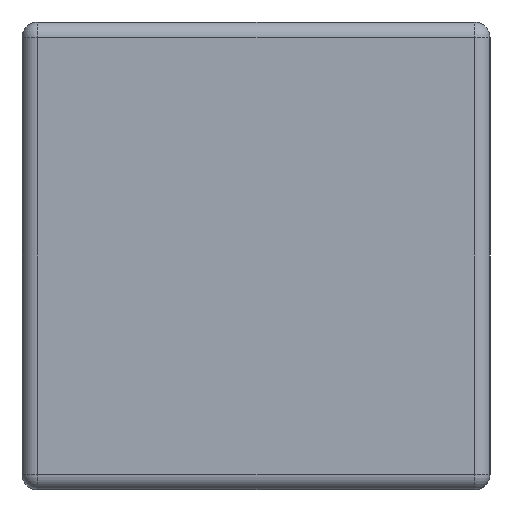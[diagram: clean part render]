
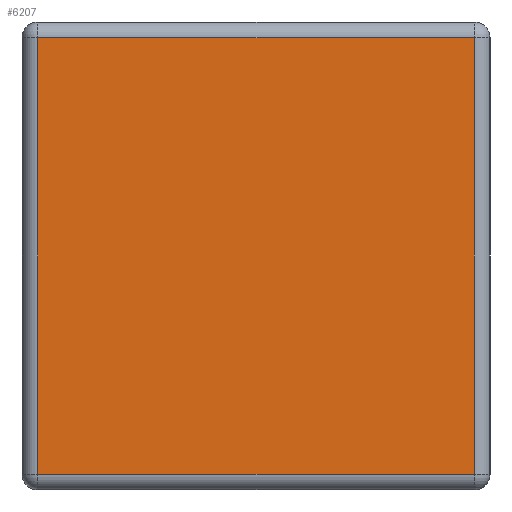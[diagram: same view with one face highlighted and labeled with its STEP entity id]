
A CAD part, left-side view. The second image highlights one B-rep face of the part: STEP entity #6207.
In plain terms, the highlighted planar face has unit normal (-1, 0, 0).
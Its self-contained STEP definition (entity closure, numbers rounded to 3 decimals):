
#434=FACE_OUTER_BOUND('',#774,.T.);
#774=EDGE_LOOP('',(#4023,#4024,#4025,#4026));
#1215=LINE('',#8452,#1836);
#1216=LINE('',#8454,#1837);
#1217=LINE('',#8456,#1838);
#1218=LINE('',#8457,#1839);
#1836=VECTOR('',#7091,1.);
#1837=VECTOR('',#7092,1.);
#1838=VECTOR('',#7093,1.);
#1839=VECTOR('',#7094,1.);
#2456=VERTEX_POINT('',#8450);
#2457=VERTEX_POINT('',#8451);
#2458=VERTEX_POINT('',#8453);
#2459=VERTEX_POINT('',#8455);
#3069=EDGE_CURVE('',#2456,#2457,#1215,.T.);
#3070=EDGE_CURVE('',#2458,#2456,#1216,.T.);
#3071=EDGE_CURVE('',#2459,#2458,#1217,.T.);
#3072=EDGE_CURVE('',#2457,#2459,#1218,.T.);
#4023=ORIENTED_EDGE('',*,*,#3069,.F.);
#4024=ORIENTED_EDGE('',*,*,#3070,.F.);
#4025=ORIENTED_EDGE('',*,*,#3071,.F.);
#4026=ORIENTED_EDGE('',*,*,#3072,.F.);
#5662=PLANE('',#6595);
#6207=ADVANCED_FACE('',(#434),#5662,.T.);
#6595=AXIS2_PLACEMENT_3D('',#8449,#7089,#7090);
#7089=DIRECTION('center_axis',(-1.,0.,0.));
#7090=DIRECTION('ref_axis',(0.,1.,0.));
#7091=DIRECTION('',(0.,1.,0.));
#7092=DIRECTION('',(0.,0.,-1.));
#7093=DIRECTION('',(0.,-1.,0.));
#7094=DIRECTION('',(0.,0.,1.));
#8449=CARTESIAN_POINT('Origin',(-0.3,0.14,0.29));
#8450=CARTESIAN_POINT('',(-0.3,-0.14,0.01));
#8451=CARTESIAN_POINT('',(-0.3,0.14,0.01));
#8452=CARTESIAN_POINT('',(-0.3,0.14,0.01));
#8453=CARTESIAN_POINT('',(-0.3,-0.14,0.29));
#8454=CARTESIAN_POINT('',(-0.3,-0.14,0.01));
#8455=CARTESIAN_POINT('',(-0.3,0.14,0.29));
#8456=CARTESIAN_POINT('',(-0.3,-0.14,0.29));
#8457=CARTESIAN_POINT('',(-0.3,0.14,0.29));
